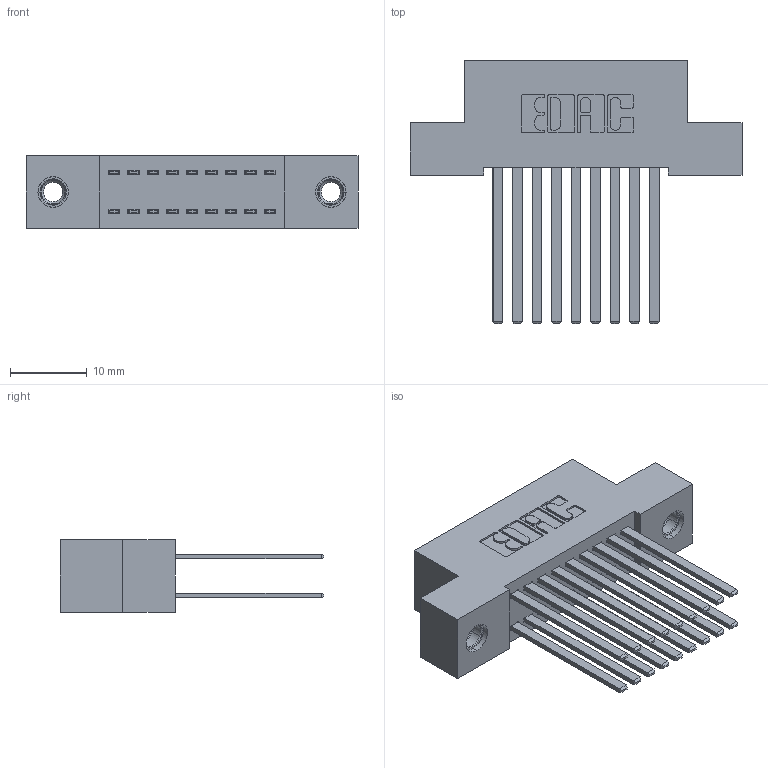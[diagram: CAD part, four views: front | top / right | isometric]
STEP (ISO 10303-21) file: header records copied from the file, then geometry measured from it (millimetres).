
FILE_DESCRIPTION (( 'STEP AP203' ), '1' );
FILE_NAME ('392-018-544-207.STEP', '2019-10-07T04:18:33', ( '' ), ( '' ), 'SwSTEP 2.0', 'SolidWorks 2016', '' );
FILE_SCHEMA (( 'CONFIG_CONTROL_DESIGN' ));
Length unit declared in the file: inch
Products named in the file (4): 345-250-001_345-250-005-103; 392-018-544-207; 342 Part_TI; 345-292-001_345-293-144
Assembly tree (21 placements, depth 2):
  392-018-544-207
    342 Part_TI
    345-292-001_345-293-144  x18
    345-250-001_345-250-005-103  x2
Bounding box: 43.18 x 34.3 x 9.4 mm (x, y, z)
Volume: 3963.2 mm3; surface area: 6362.5 mm2
Topology: 21 solids, 21 shells, 998 faces, 2901 edges, 1902 vertices
Faces by surface type: plane 674, cylinder 308, cone 12, torus 4
Entity records: 10928 total; most frequent: CARTESIAN_POINT 1829, ORIENTED_EDGE 1758, DIRECTION 1649, EDGE_CURVE 879, LINE 735, VECTOR 735, VERTEX_POINT 580, AXIS2_PLACEMENT_3D 457
